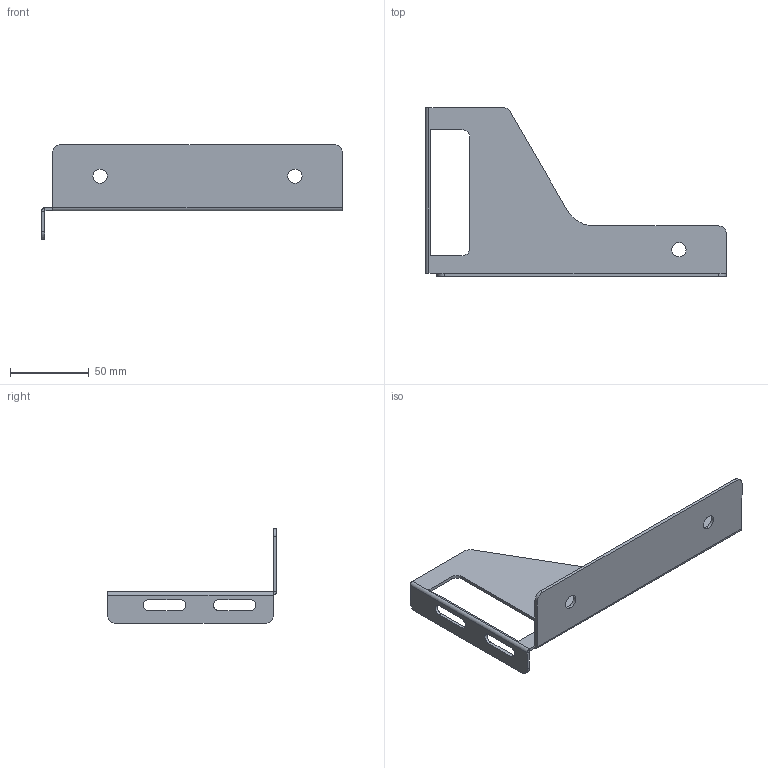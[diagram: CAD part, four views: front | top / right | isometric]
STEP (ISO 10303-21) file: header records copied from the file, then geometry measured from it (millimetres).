
FILE_DESCRIPTION (( 'STEP AP203' ), '1' );
FILE_NAME ('19'''' equipment guiding R5SCRK01.step', '2011-03-17T12:40:29', ( 'User' ), ( 'DKC' ), 'SwSTEP 2.0', 'SolidWorks 2011', '' );
FILE_SCHEMA (( 'CONFIG_CONTROL_DESIGN' ));
Length unit declared in the file: millimetre
Products named in the file (1): 19'''' equipment guiding R5SCRK01
Bounding box: 190.5 x 107 x 60 mm (x, y, z)
Volume: 36326.3 mm3; surface area: 38483.2 mm2
Topology: 1 solids, 1 shells, 53 faces, 138 edges, 87 vertices
Faces by surface type: plane 30, cylinder 23
Entity records: 1720 total; most frequent: DIRECTION 293, CARTESIAN_POINT 279, ORIENTED_EDGE 276, EDGE_CURVE 138, AXIS2_PLACEMENT_3D 101, VECTOR 91, LINE 91, VERTEX_POINT 87
